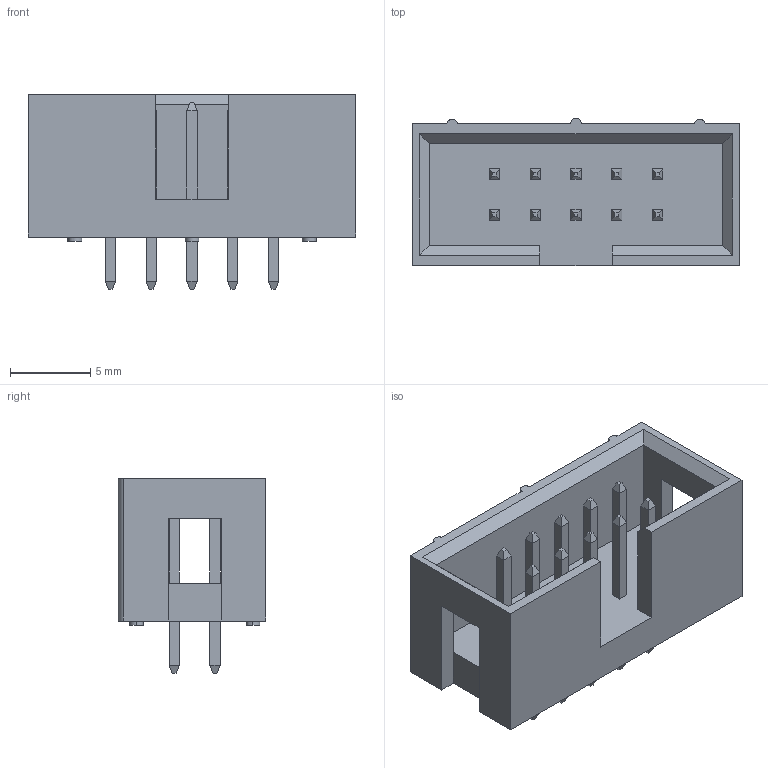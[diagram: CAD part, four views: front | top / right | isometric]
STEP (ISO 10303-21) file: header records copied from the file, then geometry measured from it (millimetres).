
FILE_DESCRIPTION(('STEP AP214'),'1');
FILE_NAME('61201021621.stp','2018-02-20T05:00:28',('TraceParts'),('TraceParts S.A.'),'Spatial InterOp 3D',' ',' ');
FILE_SCHEMA(('automotive_design'));
Length unit declared in the file: millimetre
Products named in the file (11): 61201021621_1; 61201021621_2; 61201021621_3; 61201021621_4; 61201021621_5; 61201021621_6; 61201021621_7; 61201021621_8; 61201021621_9; 61201021621_10; 61201021621_11
Bounding box: 20.36 x 9.18 x 12.1 mm (x, y, z)
Volume: 787.2 mm3; surface area: 1465.3 mm2
Topology: 11 solids, 11 shells, 271 faces, 613 edges, 366 vertices
Faces by surface type: plane 256, cylinder 15
Entity records: 9655 total; most frequent: CARTESIAN_POINT 1261, ORIENTED_EDGE 1226, DIRECTION 1207, EDGE_CURVE 613, LINE 583, VECTOR 583, VERTEX_POINT 366, AXIS2_PLACEMENT_3D 312
